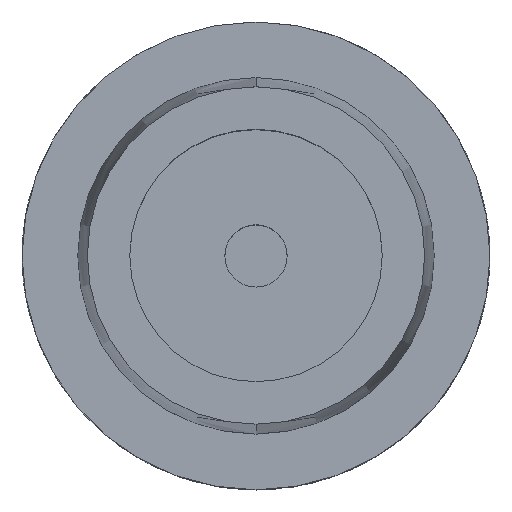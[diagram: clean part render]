
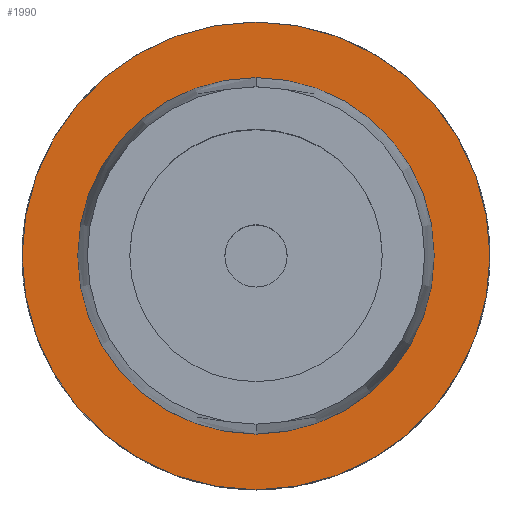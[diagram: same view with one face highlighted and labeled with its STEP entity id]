
A CAD part, top view. The second image highlights one B-rep face of the part: STEP entity #1990.
In plain terms, the highlighted planar face has unit normal (0, 0, 1).
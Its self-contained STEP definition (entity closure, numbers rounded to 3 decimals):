
#939=CARTESIAN_POINT('',(0.,0.,0.));
#940=DIRECTION('',(0.,0.,-1.));
#941=DIRECTION('',(0.,1.,0.));
#942=AXIS2_PLACEMENT_3D('',#939,#940,#941);
#947=CARTESIAN_POINT('',(0.,0.,0.));
#948=DIRECTION('',(0.,0.,1.));
#949=DIRECTION('',(0.,1.,0.));
#950=AXIS2_PLACEMENT_3D('',#947,#948,#949);
#969=CARTESIAN_POINT('',(0.,0.,0.));
#970=DIRECTION('',(0.,0.,1.));
#971=DIRECTION('',(0.,1.,0.));
#972=AXIS2_PLACEMENT_3D('',#969,#970,#971);
#977=CARTESIAN_POINT('',(0.,0.,0.));
#978=DIRECTION('',(0.,0.,-1.));
#979=DIRECTION('',(0.,1.,0.));
#980=AXIS2_PLACEMENT_3D('',#977,#978,#979);
#1131=CARTESIAN_POINT('',(0.,31.5,0.));
#1133=VERTEX_POINT('',#1131);
#1134=CARTESIAN_POINT('',(0.,24.005,0.));
#1136=VERTEX_POINT('',#1134);
#1139=CARTESIAN_POINT('',(0.,-31.5,0.));
#1141=VERTEX_POINT('',#1139);
#1142=CARTESIAN_POINT('',(0.,-24.005,0.));
#1144=VERTEX_POINT('',#1142);
#1975=CARTESIAN_POINT('',(0.,0.,0.));
#1976=DIRECTION('',(0.,0.,-1.));
#1977=DIRECTION('',(0.,-1.,0.));
#1978=AXIS2_PLACEMENT_3D('',#1975,#1976,#1977);
#1979=PLANE('',#1978);
#1980=ORIENTED_EDGE('',*,*,#1847,.T.);
#1981=ORIENTED_EDGE('',*,*,#1806,.F.);
#1982=EDGE_LOOP('',(#1980,#1981));
#1983=FACE_OUTER_BOUND('',#1982,.F.);
#1985=ORIENTED_EDGE('',*,*,#1984,.T.);
#1987=ORIENTED_EDGE('',*,*,#1986,.F.);
#1988=EDGE_LOOP('',(#1985,#1987));
#1989=FACE_BOUND('',#1988,.F.);
#943=CIRCLE('',#942,31.5);
#951=CIRCLE('',#950,31.5);
#973=CIRCLE('',#972,24.005);
#981=CIRCLE('',#980,24.005);
#1806=EDGE_CURVE('',#1133,#1141,#951,.T.);
#1847=EDGE_CURVE('',#1133,#1141,#943,.T.);
#1984=EDGE_CURVE('',#1136,#1144,#973,.T.);
#1986=EDGE_CURVE('',#1136,#1144,#981,.T.);
#1990=ADVANCED_FACE('',(#1983,#1989),#1979,.F.);
